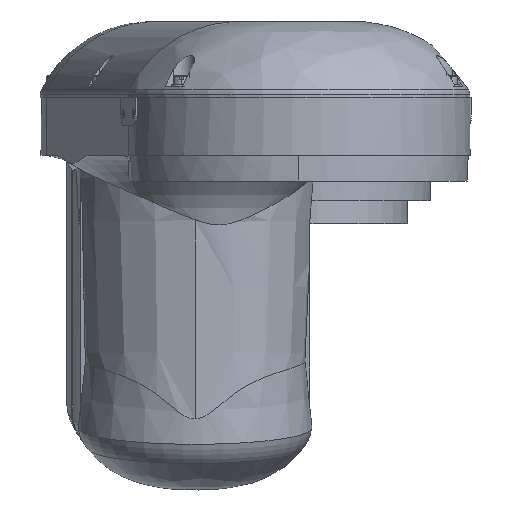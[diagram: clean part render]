
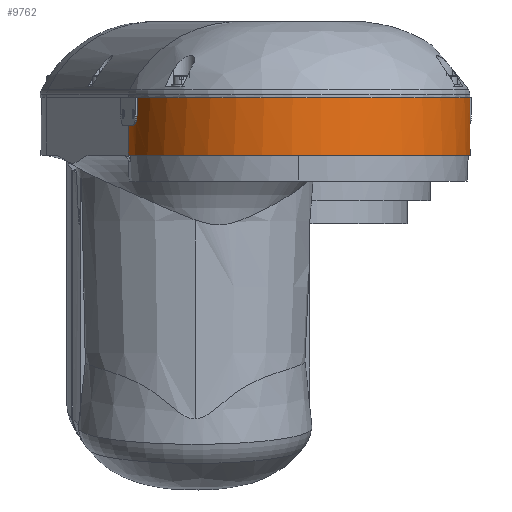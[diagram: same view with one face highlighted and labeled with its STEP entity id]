
A CAD part, left-side view. The second image highlights one B-rep face of the part: STEP entity #9762.
In plain terms, the highlighted cylindrical face has radius 75 mm (diameter 150 mm), a partial arc.
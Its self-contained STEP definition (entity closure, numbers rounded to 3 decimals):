
#143=DIRECTION('',(0.,0.,1.));
#144=VECTOR('',#143,13.);
#145=CARTESIAN_POINT('',(20.674,-72.094,88.3));
#146=LINE('',#145,#144);
#171=DIRECTION('',(0.002,0.,-1.));
#172=VECTOR('',#171,13.);
#173=CARTESIAN_POINT('',(-11.764,74.072,101.3));
#174=LINE('',#173,#172);
#212=CARTESIAN_POINT('',(-26.251,70.256,105.864));
#213=CARTESIAN_POINT('',(-26.456,70.179,108.343));
#214=CARTESIAN_POINT('',(-26.661,70.102,110.821));
#215=CARTESIAN_POINT('',(-26.866,70.023,113.3));
#220=CARTESIAN_POINT('',(0.,0.,113.3));
#221=DIRECTION('',(0.,0.,1.));
#222=DIRECTION('',(-0.358,0.934,0.));
#223=AXIS2_PLACEMENT_3D('',#220,#221,#222);
#228=CARTESIAN_POINT('',(5.245,-74.816,113.3));
#229=CARTESIAN_POINT('',(5.463,-74.801,110.821));
#230=CARTESIAN_POINT('',(5.682,-74.785,108.343));
#231=CARTESIAN_POINT('',(5.9,-74.768,105.864));
#236=CARTESIAN_POINT('',(5.9,-74.768,105.864));
#237=CARTESIAN_POINT('',(5.917,-74.766,105.676));
#238=CARTESIAN_POINT('',(5.971,-74.762,105.303));
#239=CARTESIAN_POINT('',(6.117,-74.75,104.749));
#240=CARTESIAN_POINT('',(6.326,-74.733,104.218));
#241=CARTESIAN_POINT('',(6.592,-74.71,103.716));
#242=CARTESIAN_POINT('',(6.916,-74.681,103.242));
#243=CARTESIAN_POINT('',(7.293,-74.645,102.809));
#244=CARTESIAN_POINT('',(7.712,-74.603,102.424));
#245=CARTESIAN_POINT('',(8.177,-74.553,102.086));
#246=CARTESIAN_POINT('',(8.678,-74.497,101.803));
#247=CARTESIAN_POINT('',(9.202,-74.434,101.581));
#248=CARTESIAN_POINT('',(9.749,-74.364,101.42));
#249=CARTESIAN_POINT('',(10.313,-74.288,101.322));
#250=CARTESIAN_POINT('',(10.689,-74.235,101.3));
#251=CARTESIAN_POINT('',(10.878,-74.207,101.3));
#256=CARTESIAN_POINT('',(0.,0.,101.3));
#257=DIRECTION('',(0.,0.,1.));
#258=DIRECTION('',(0.145,-0.989,0.));
#259=AXIS2_PLACEMENT_3D('',#256,#257,#258);
#264=CARTESIAN_POINT('',(0.,0.,101.3));
#265=DIRECTION('',(0.,0.,1.));
#266=DIRECTION('',(0.216,-0.976,0.));
#267=AXIS2_PLACEMENT_3D('',#264,#265,#266);
#272=CARTESIAN_POINT('',(0.,0.,101.3));
#273=DIRECTION('',(0.,0.,1.));
#274=DIRECTION('',(-0.157,0.988,0.));
#275=AXIS2_PLACEMENT_3D('',#272,#273,#274);
#280=CARTESIAN_POINT('',(0.,0.,101.3));
#281=DIRECTION('',(0.,0.,1.));
#282=DIRECTION('',(-0.216,0.976,0.));
#283=AXIS2_PLACEMENT_3D('',#280,#281,#282);
#288=CARTESIAN_POINT('',(-21.503,71.851,101.3));
#289=CARTESIAN_POINT('',(-21.686,71.797,101.3));
#290=CARTESIAN_POINT('',(-22.049,71.686,101.322));
#291=CARTESIAN_POINT('',(-22.593,71.517,101.42));
#292=CARTESIAN_POINT('',(-23.118,71.349,101.581));
#293=CARTESIAN_POINT('',(-23.619,71.184,101.803));
#294=CARTESIAN_POINT('',(-24.097,71.024,102.086));
#295=CARTESIAN_POINT('',(-24.539,70.873,102.424));
#296=CARTESIAN_POINT('',(-24.937,70.733,102.809));
#297=CARTESIAN_POINT('',(-25.293,70.607,103.242));
#298=CARTESIAN_POINT('',(-25.6,70.496,103.716));
#299=CARTESIAN_POINT('',(-25.85,70.404,104.218));
#300=CARTESIAN_POINT('',(-26.046,70.332,104.749));
#301=CARTESIAN_POINT('',(-26.184,70.281,105.303));
#302=CARTESIAN_POINT('',(-26.235,70.262,105.676));
#303=CARTESIAN_POINT('',(-26.251,70.256,105.864));
#1833=CARTESIAN_POINT('',(0.,0.,88.3));
#1834=DIRECTION('',(0.,0.,1.));
#1835=DIRECTION('',(-0.156,0.988,0.));
#1836=AXIS2_PLACEMENT_3D('',#1833,#1834,#1835);
#8420=CARTESIAN_POINT('',(-11.745,74.075,88.3));
#8422=VERTEX_POINT('',#8420);
#8424=CARTESIAN_POINT('',(20.674,-72.094,88.3));
#8426=VERTEX_POINT('',#8424);
#8747=CARTESIAN_POINT('',(-11.764,74.072,101.3));
#8749=VERTEX_POINT('',#8747);
#8754=VERTEX_POINT('',#212);
#8755=VERTEX_POINT('',#215);
#8756=VERTEX_POINT('',#228);
#8757=VERTEX_POINT('',#231);
#8758=VERTEX_POINT('',#288);
#8759=VERTEX_POINT('',#251);
#8760=CARTESIAN_POINT('',(-16.233,73.222,101.3));
#8761=VERTEX_POINT('',#8760);
#8762=CARTESIAN_POINT('',(16.233,-73.222,101.3));
#8763=VERTEX_POINT('',#8762);
#8764=CARTESIAN_POINT('',(20.675,-72.094,101.3));
#8765=VERTEX_POINT('',#8764);
#9737=CARTESIAN_POINT('',(0.,0.,88.3));
#9738=DIRECTION('',(0.,0.,1.));
#9739=DIRECTION('',(0.,-1.,0.));
#9740=AXIS2_PLACEMENT_3D('',#9737,#9738,#9739);
#9741=CYLINDRICAL_SURFACE('',#9740,75.);
#9743=ORIENTED_EDGE('',*,*,#9742,.T.);
#9745=ORIENTED_EDGE('',*,*,#9744,.T.);
#9747=ORIENTED_EDGE('',*,*,#9746,.T.);
#9749=ORIENTED_EDGE('',*,*,#9748,.T.);
#9750=ORIENTED_EDGE('',*,*,#9684,.T.);
#9751=ORIENTED_EDGE('',*,*,#9698,.T.);
#9752=ORIENTED_EDGE('',*,*,#9644,.F.);
#9754=ORIENTED_EDGE('',*,*,#9753,.F.);
#9755=ORIENTED_EDGE('',*,*,#9714,.F.);
#9756=ORIENTED_EDGE('',*,*,#9660,.T.);
#9757=ORIENTED_EDGE('',*,*,#9670,.T.);
#9759=ORIENTED_EDGE('',*,*,#9758,.T.);
#9760=EDGE_LOOP('',(#9743,#9745,#9747,#9749,#9750,#9751,#9752,#9754,#9755,#9756,
#9757,#9759));
#9761=FACE_OUTER_BOUND('',#9760,.F.);
#216=B_SPLINE_CURVE_WITH_KNOTS('',3,(#212,#213,#214,#215),.UNSPECIFIED.,.F.,.F.,
(4,4),(0.,1.),.UNSPECIFIED.);
#224=CIRCLE('',#223,75.);
#232=B_SPLINE_CURVE_WITH_KNOTS('',3,(#228,#229,#230,#231),.UNSPECIFIED.,.F.,.F.,
(4,4),(0.,1.),.UNSPECIFIED.);
#252=B_SPLINE_CURVE_WITH_KNOTS('',3,(#236,#237,#238,#239,#240,#241,#242,#243,
#244,#245,#246,#247,#248,#249,#250,#251),.UNSPECIFIED.,.F.,.F.,(4,1,1,1,1,1,1,1,
1,1,1,1,1,4),(0.,0.077,0.154,0.231,
0.308,0.385,0.462,0.538,
0.615,0.692,0.769,0.846,
0.923,1.),.UNSPECIFIED.);
#260=CIRCLE('',#259,75.);
#268=CIRCLE('',#267,75.);
#276=CIRCLE('',#275,75.);
#284=CIRCLE('',#283,75.);
#304=B_SPLINE_CURVE_WITH_KNOTS('',3,(#288,#289,#290,#291,#292,#293,#294,#295,
#296,#297,#298,#299,#300,#301,#302,#303),.UNSPECIFIED.,.F.,.F.,(4,1,1,1,1,1,1,1,
1,1,1,1,1,4),(0.,0.077,0.154,0.231,
0.308,0.385,0.462,0.538,
0.615,0.692,0.769,0.846,
0.923,1.),.UNSPECIFIED.);
#1837=CIRCLE('',#1836,75.);
#9644=EDGE_CURVE('',#8426,#8765,#146,.T.);
#9660=EDGE_CURVE('',#8749,#8761,#276,.T.);
#9670=EDGE_CURVE('',#8761,#8758,#284,.T.);
#9684=EDGE_CURVE('',#8759,#8763,#260,.T.);
#9698=EDGE_CURVE('',#8763,#8765,#268,.T.);
#9714=EDGE_CURVE('',#8749,#8422,#174,.T.);
#9742=EDGE_CURVE('',#8754,#8755,#216,.T.);
#9744=EDGE_CURVE('',#8755,#8756,#224,.T.);
#9746=EDGE_CURVE('',#8756,#8757,#232,.T.);
#9748=EDGE_CURVE('',#8757,#8759,#252,.T.);
#9753=EDGE_CURVE('',#8422,#8426,#1837,.T.);
#9758=EDGE_CURVE('',#8758,#8754,#304,.T.);
#9762=ADVANCED_FACE('',(#9761),#9741,.T.);
